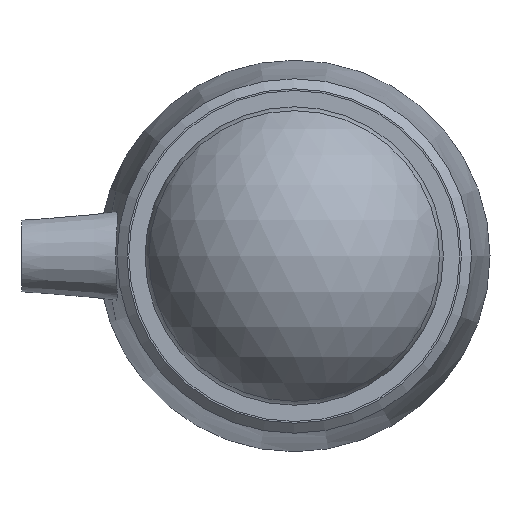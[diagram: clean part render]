
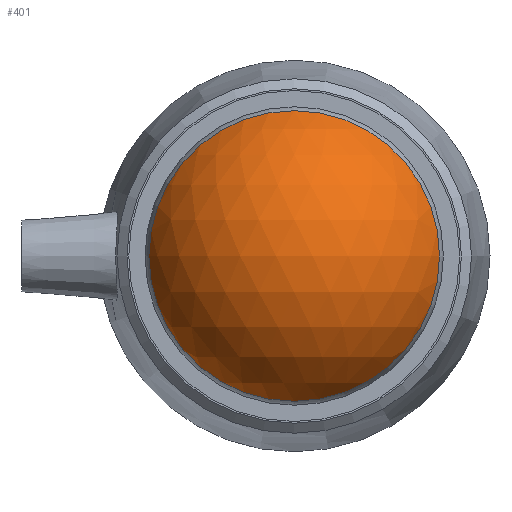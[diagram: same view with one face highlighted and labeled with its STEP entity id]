
A CAD part, left-side view. The second image highlights one B-rep face of the part: STEP entity #401.
In plain terms, the highlighted spherical face has radius 33.223 mm.
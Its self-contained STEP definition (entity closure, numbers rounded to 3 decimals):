
#16=SPHERICAL_SURFACE('',#465,33.223);
#101=FACE_OUTER_BOUND('',#162,.T.);
#162=EDGE_LOOP('',(#340));
#210=CIRCLE('',#466,30.429);
#246=VERTEX_POINT('',#777);
#282=EDGE_CURVE('',#246,#246,#210,.T.);
#340=ORIENTED_EDGE('',*,*,#282,.F.);
#401=ADVANCED_FACE('',(#101),#16,.T.);
#465=AXIS2_PLACEMENT_3D('',#776,#588,#589);
#466=AXIS2_PLACEMENT_3D('',#778,#590,#591);
#588=DIRECTION('center_axis',(0.,0.,1.));
#589=DIRECTION('ref_axis',(1.,0.,0.));
#590=DIRECTION('center_axis',(1.,0.,0.));
#591=DIRECTION('ref_axis',(0.,0.,-1.));
#776=CARTESIAN_POINT('Origin',(-50.277,0.,0.));
#777=CARTESIAN_POINT('',(-63.612,30.429,0.));
#778=CARTESIAN_POINT('Origin',(-63.612,0.,0.));
